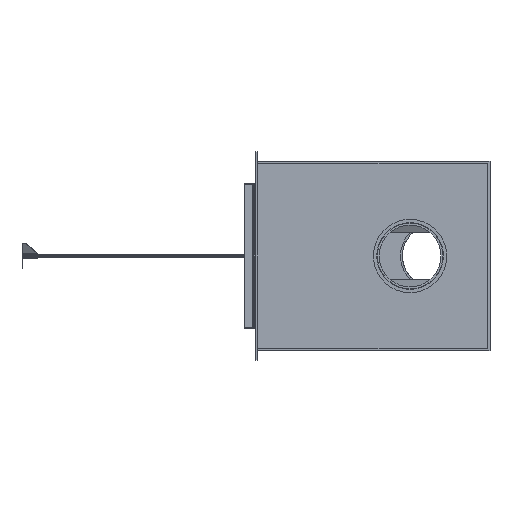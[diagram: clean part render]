
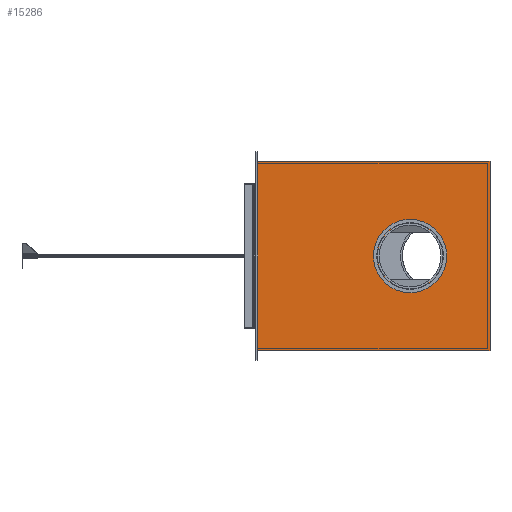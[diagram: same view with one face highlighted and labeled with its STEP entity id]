
A CAD part, left-side view. The second image highlights one B-rep face of the part: STEP entity #15286.
In plain terms, the highlighted planar face has unit normal (-1, 0, 0).
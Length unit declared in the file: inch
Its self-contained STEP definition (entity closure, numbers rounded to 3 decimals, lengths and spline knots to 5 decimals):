
#246 = CARTESIAN_POINT ( 'NONE',  ( -18.25, 23.75, 0. ) ) ;
#418 = CARTESIAN_POINT ( 'NONE',  ( -18.25, 4., 4. ) ) ;
#793 = CARTESIAN_POINT ( 'NONE',  ( -18.25, 4., 0. ) ) ;
#1054 = VECTOR ( 'NONE', #3285, 39.37008 ) ;
#1430 = DIRECTION ( 'NONE',  ( 0., 0., 1. ) ) ;
#1489 = DIRECTION ( 'NONE',  ( 0., 0., 1. ) ) ;
#1952 = EDGE_LOOP ( 'NONE', ( #11922, #17056 ) ) ;
#2143 = EDGE_CURVE ( 'NONE', #17235, #17167, #17166, .T. ) ;
#2273 = AXIS2_PLACEMENT_3D ( 'NONE', #4680, #10119, #7434 ) ;
#2737 = LINE ( 'NONE', #246, #14638 ) ;
#3017 = EDGE_CURVE ( 'NONE', #5179, #3809, #3538, .T. ) ;
#3231 = ORIENTED_EDGE ( 'NONE', *, *, #3017, .F. ) ;
#3285 = DIRECTION ( 'NONE',  ( 0., 1., 0. ) ) ;
#3446 = DIRECTION ( 'NONE',  ( -1., 0., 0. ) ) ;
#3538 = LINE ( 'NONE', #8953, #1054 ) ;
#3589 = EDGE_CURVE ( 'NONE', #14572, #11636, #16259, .T. ) ;
#3809 = VERTEX_POINT ( 'NONE', #16870 ) ;
#3812 = DIRECTION ( 'NONE',  ( 0., 0., 1. ) ) ;
#3918 = CARTESIAN_POINT ( 'NONE',  ( -18.25, -6., 12.25 ) ) ;
#3993 = EDGE_LOOP ( 'NONE', ( #15218, #15958, #3231, #5292 ) ) ;
#4312 = CARTESIAN_POINT ( 'NONE',  ( -18.25, 23.75, 12.25 ) ) ;
#4680 = CARTESIAN_POINT ( 'NONE',  ( -18.25, 4., 0. ) ) ;
#5179 = VERTEX_POINT ( 'NONE', #10569 ) ;
#5292 = ORIENTED_EDGE ( 'NONE', *, *, #11895, .T. ) ;
#5742 = CARTESIAN_POINT ( 'NONE',  ( -18.25, 4., -4. ) ) ;
#7434 = DIRECTION ( 'NONE',  ( 0., 0., 1. ) ) ;
#8154 = PLANE ( 'NONE',  #16071 ) ;
#8192 = LINE ( 'NONE', #13291, #16151 ) ;
#8953 = CARTESIAN_POINT ( 'NONE',  ( -18.25, -6., -12.25 ) ) ;
#9495 = FACE_OUTER_BOUND ( 'NONE', #3993, .T. ) ;
#10119 = DIRECTION ( 'NONE',  ( -1., 0., 0. ) ) ;
#10569 = CARTESIAN_POINT ( 'NONE',  ( -18.25, -6.34686, -12.25 ) ) ;
#10768 = DIRECTION ( 'NONE',  ( 0., 1., 0. ) ) ;
#11503 = EDGE_CURVE ( 'NONE', #17167, #17235, #12750, .T. ) ;
#11636 = VERTEX_POINT ( 'NONE', #4312 ) ;
#11712 = DIRECTION ( 'NONE',  ( 0., 0., 1. ) ) ;
#11895 = EDGE_CURVE ( 'NONE', #5179, #14572, #8192, .T. ) ;
#11922 = ORIENTED_EDGE ( 'NONE', *, *, #2143, .F. ) ;
#12574 = CARTESIAN_POINT ( 'NONE',  ( -18.25, -6.34686, 12.25 ) ) ;
#12750 = CIRCLE ( 'NONE', #2273, 4. ) ;
#12972 = VECTOR ( 'NONE', #10768, 39.37008 ) ;
#13291 = CARTESIAN_POINT ( 'NONE',  ( -18.25, -6.34686, -12. ) ) ;
#13798 = EDGE_CURVE ( 'NONE', #3809, #11636, #2737, .T. ) ;
#14572 = VERTEX_POINT ( 'NONE', #12574 ) ;
#14638 = VECTOR ( 'NONE', #1430, 39.37008 ) ;
#14840 = FACE_BOUND ( 'NONE', #1952, .T. ) ;
#15218 = ORIENTED_EDGE ( 'NONE', *, *, #3589, .T. ) ;
#15286 = ADVANCED_FACE ( 'NONE', ( #14840, #9495 ), #8154, .T. ) ;
#15958 = ORIENTED_EDGE ( 'NONE', *, *, #13798, .F. ) ;
#16071 = AXIS2_PLACEMENT_3D ( 'NONE', #17396, #17312, #3812 ) ;
#16151 = VECTOR ( 'NONE', #1489, 39.37008 ) ;
#16259 = LINE ( 'NONE', #3918, #12972 ) ;
#16870 = CARTESIAN_POINT ( 'NONE',  ( -18.25, 23.75, -12.25 ) ) ;
#17056 = ORIENTED_EDGE ( 'NONE', *, *, #11503, .F. ) ;
#17166 = CIRCLE ( 'NONE', #17443, 4. ) ;
#17167 = VERTEX_POINT ( 'NONE', #5742 ) ;
#17235 = VERTEX_POINT ( 'NONE', #418 ) ;
#17312 = DIRECTION ( 'NONE',  ( -1., 0., 0. ) ) ;
#17396 = CARTESIAN_POINT ( 'NONE',  ( -18.25, -6., -12. ) ) ;
#17443 = AXIS2_PLACEMENT_3D ( 'NONE', #793, #3446, #11712 ) ;
